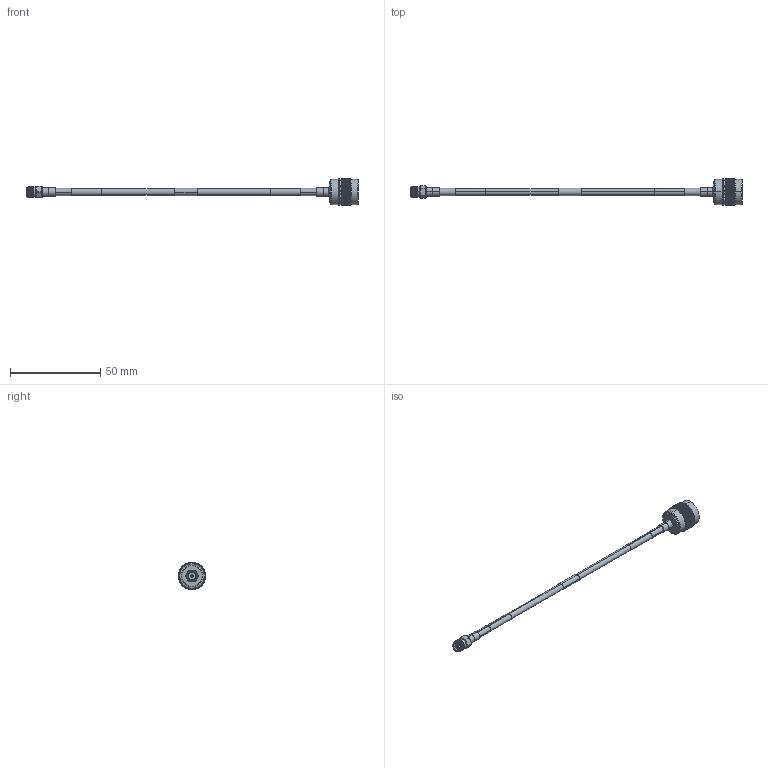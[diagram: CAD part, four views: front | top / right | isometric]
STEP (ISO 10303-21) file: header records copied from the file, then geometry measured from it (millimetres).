
FILE_DESCRIPTION (( 'STEP AP214' ), '1' );
FILE_NAME ('LCCA30496_3D.STEP', '2020-04-30T18:35:21', ( '' ), ( '' ), 'SwSTEP 2.0', 'SolidWorks 2018', '' );
FILE_SCHEMA (( 'AUTOMOTIVE_DESIGN' ));
Length unit declared in the file: inch
Products named in the file (6): LC141TBJ-PROD; LCCA30496_3D; LCCN3059; LCCN3047; LC141TBJ (141 Formable with HeatShrink); 1AW01-003_.152 ID
Assembly tree (7 placements, depth 3):
  LCCA30496_3D
    LC141TBJ-PROD
      LC141TBJ (141 Formable with HeatShrink)
      1AW01-003_.152 ID  x3
    LCCN3047
    LCCN3059
Bounding box: 184.4 x 14.99 x 14.99 mm (x, y, z)
Volume: 3613.2 mm3; surface area: 6582.2 mm2
Topology: 9 solids, 9 shells, 2281 faces, 4873 edges, 2628 vertices
Faces by surface type: bspline 1686, cylinder 474, plane 67, cone 46, torus 8
Entity records: 91371 total; most frequent: CARTESIAN_POINT 60210, ORIENTED_EDGE 9698, EDGE_CURVE 4849, VERTEX_POINT 2612, EDGE_LOOP 2295, ADVANCED_FACE 2269, FACE_OUTER_BOUND 2269, B_SPLINE_CURVE_WITH_KNOTS 2101
